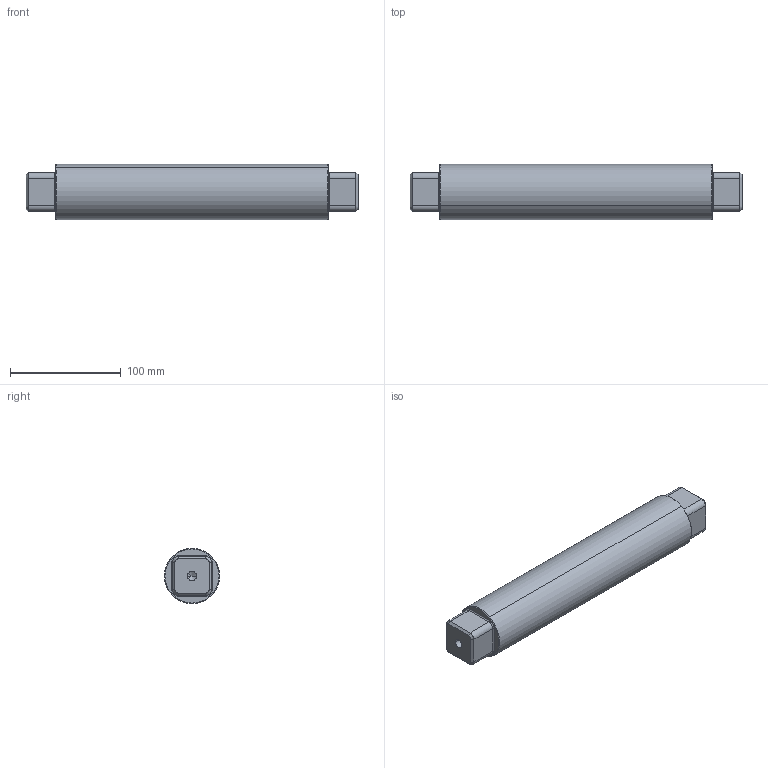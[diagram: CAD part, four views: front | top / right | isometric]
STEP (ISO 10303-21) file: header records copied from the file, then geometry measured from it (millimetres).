
FILE_DESCRIPTION(('CATIA V5 STEP Exchange'),'2;1');
FILE_NAME('RimRunningIn_Spacer_r02.stp','2021-07-09T16:57:01+00:00',('none'),('none'),'CATIA Version 5-6 Release 2016','CATIA V5 STEP AP203','none');
FILE_SCHEMA(('CONFIG_CONTROL_DESIGN'));
Length unit declared in the file: millimetre
Products named in the file (1): Part1
Bounding box: 300 x 49.99 x 49.99 mm (x, y, z)
Volume: 543574.2 mm3; surface area: 51001.1 mm2
Topology: 1 solids, 1 shells, 66 faces, 146 edges, 82 vertices
Faces by surface type: cylinder 22, plane 20, cone 16, torus 8
Entity records: 1698 total; most frequent: ORIENTED_EDGE 284, CARTESIAN_POINT 282, DIRECTION 256, EDGE_CURVE 142, AXIS2_PLACEMENT_3D 122, VERTEX_POINT 82, VECTOR 78, LINE 78
